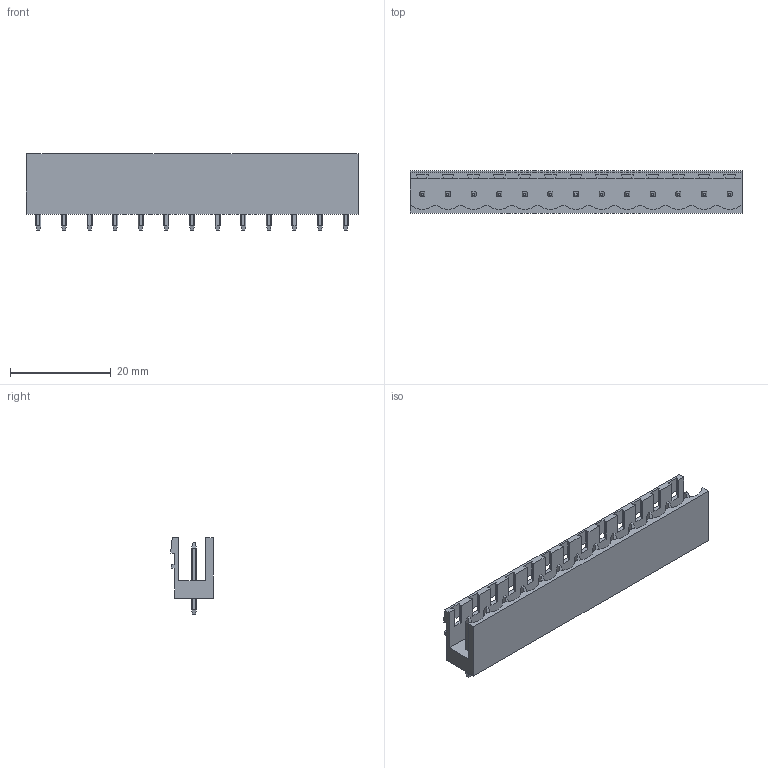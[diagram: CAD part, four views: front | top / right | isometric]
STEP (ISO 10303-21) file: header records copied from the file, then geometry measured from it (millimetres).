
FILE_DESCRIPTION(('CATIA V5 STEP Exchange','CAx-IF Rec.Pracs.--- Model Styling and Organization---1.2---2011-12-15'),'2;1');
FILE_NAME ('D1448973_0', '2018-10-26T05:20:42+00:00', ('none'), ('Weidmueller'), 'CATIA Version 5-6 Release 2014', 'CATIA V5 STEP AP214', 'none');
FILE_SCHEMA(('AUTOMOTIVE_DESIGN { 1 0 10303 214 1 1 1 1 }'));
Length unit declared in the file: millimetre
Products named in the file (1): 1146580000
Bounding box: 65.84 x 8.43 x 15.2 mm (x, y, z)
Volume: 2998.9 mm3; surface area: 4872.9 mm2
Topology: 14 solids, 14 shells, 487 faces, 1465 edges, 980 vertices
Faces by surface type: plane 368, cylinder 119
Entity records: 15293 total; most frequent: CARTESIAN_POINT 3451, ORIENTED_EDGE 2930, DIRECTION 1707, EDGE_CURVE 1465, VECTOR 1019, LINE 1019, VERTEX_POINT 980, EDGE_LOOP 513
